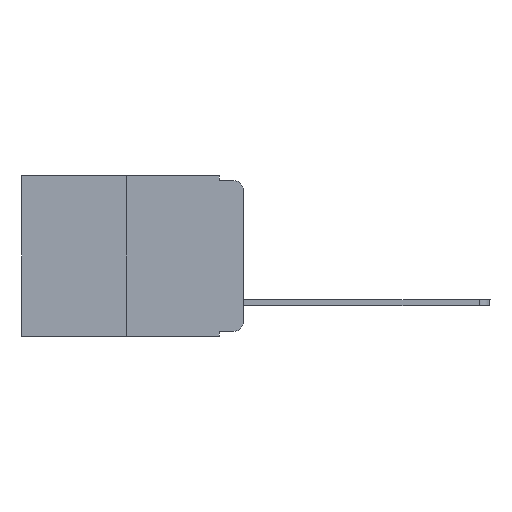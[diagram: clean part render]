
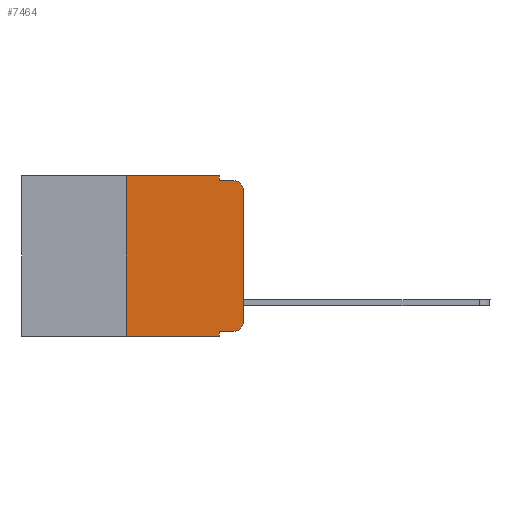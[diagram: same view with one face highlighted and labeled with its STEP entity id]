
A CAD part, left-side view. The second image highlights one B-rep face of the part: STEP entity #7464.
In plain terms, the highlighted planar face has unit normal (-1, 0, 0).
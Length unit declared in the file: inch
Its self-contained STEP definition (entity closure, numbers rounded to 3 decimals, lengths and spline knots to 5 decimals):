
#17 = CARTESIAN_POINT ( 'NONE',  ( 0., 0.051, -0.333 ) ) ;
#99 = LINE ( 'NONE', #17, #2042 ) ;
#271 = ORIENTED_EDGE ( 'NONE', *, *, #10395, .F. ) ;
#1104 = DIRECTION ( 'NONE',  ( 0., -1., 0. ) ) ;
#1168 = EDGE_CURVE ( 'NONE', #15272, #12677, #99, .T. ) ;
#1561 = VECTOR ( 'NONE', #3694, 39.37008 ) ;
#1767 = CARTESIAN_POINT ( 'NONE',  ( 0., 0.051, 0. ) ) ;
#1796 = VECTOR ( 'NONE', #8633, 39.37008 ) ;
#1889 = ORIENTED_EDGE ( 'NONE', *, *, #17530, .F. ) ;
#2042 = VECTOR ( 'NONE', #1104, 39.37008 ) ;
#2098 = ORIENTED_EDGE ( 'NONE', *, *, #12729, .T. ) ;
#2122 = ORIENTED_EDGE ( 'NONE', *, *, #5003, .F. ) ;
#2370 = CARTESIAN_POINT ( 'NONE',  ( 0., 0.051, -0.333 ) ) ;
#2496 = ORIENTED_EDGE ( 'NONE', *, *, #12077, .F. ) ;
#2578 = CARTESIAN_POINT ( 'NONE',  ( 0., 0.25, -0.343 ) ) ;
#3096 = DIRECTION ( 'NONE',  ( 0., 0., -1. ) ) ;
#3135 = DIRECTION ( 'NONE',  ( 0., 0., 1. ) ) ;
#3163 = VERTEX_POINT ( 'NONE', #2578 ) ;
#3343 = DIRECTION ( 'NONE',  ( 0., 0., 1. ) ) ;
#3409 = CARTESIAN_POINT ( 'NONE',  ( 0., 0.02, -0.01 ) ) ;
#3694 = DIRECTION ( 'NONE',  ( 0., -1., 0. ) ) ;
#3737 = VERTEX_POINT ( 'NONE', #12566 ) ;
#3740 = FACE_OUTER_BOUND ( 'NONE', #5072, .T. ) ;
#3870 = LINE ( 'NONE', #5292, #1561 ) ;
#4395 = CIRCLE ( 'NONE', #12095, 0.02 ) ;
#4447 = VERTEX_POINT ( 'NONE', #16022 ) ;
#4465 = CARTESIAN_POINT ( 'NONE',  ( 0., 0.25, 0. ) ) ;
#4676 = LINE ( 'NONE', #15560, #16756 ) ;
#5003 = EDGE_CURVE ( 'NONE', #3163, #3737, #12824, .T. ) ;
#5072 = EDGE_LOOP ( 'NONE', ( #12175, #2098, #1889, #2496, #14509, #2122, #6007, #271, #10798, #5699 ) ) ;
#5088 = VERTEX_POINT ( 'NONE', #15179 ) ;
#5292 = CARTESIAN_POINT ( 'NONE',  ( 0., 0.473, 0. ) ) ;
#5699 = ORIENTED_EDGE ( 'NONE', *, *, #11967, .T. ) ;
#6005 = CARTESIAN_POINT ( 'NONE',  ( 0., 0.473, -0.343 ) ) ;
#6007 = ORIENTED_EDGE ( 'NONE', *, *, #10805, .T. ) ;
#6117 = EDGE_CURVE ( 'NONE', #8787, #15837, #4676, .T. ) ;
#6606 = CARTESIAN_POINT ( 'NONE',  ( 0., 0.051, -0.01 ) ) ;
#6845 = CARTESIAN_POINT ( 'NONE',  ( 0., 0.02, -0.313 ) ) ;
#7102 = LINE ( 'NONE', #1767, #16624 ) ;
#7118 = CARTESIAN_POINT ( 'NONE',  ( 0., 0.051, 0. ) ) ;
#7130 = VECTOR ( 'NONE', #3135, 39.37008 ) ;
#7464 = ADVANCED_FACE ( 'NONE', ( #3740 ), #13177, .F. ) ;
#8140 = CARTESIAN_POINT ( 'NONE',  ( 0., 0., -0.03 ) ) ;
#8252 = VERTEX_POINT ( 'NONE', #3409 ) ;
#8633 = DIRECTION ( 'NONE',  ( 0., 0., -1. ) ) ;
#8787 = VERTEX_POINT ( 'NONE', #14623 ) ;
#9175 = DIRECTION ( 'NONE',  ( 1., 0., 0. ) ) ;
#9855 = DIRECTION ( 'NONE',  ( -1., 0., 0. ) ) ;
#10395 = EDGE_CURVE ( 'NONE', #15272, #4447, #15406, .T. ) ;
#10430 = CARTESIAN_POINT ( 'NONE',  ( 0., 0.02, -0.03 ) ) ;
#10798 = ORIENTED_EDGE ( 'NONE', *, *, #1168, .T. ) ;
#10805 = EDGE_CURVE ( 'NONE', #3163, #4447, #15302, .T. ) ;
#11040 = VERTEX_POINT ( 'NONE', #13400 ) ;
#11211 = DIRECTION ( 'NONE',  ( 0., 0., -1. ) ) ;
#11470 = DIRECTION ( 'NONE',  ( 0., -1., 0. ) ) ;
#11765 = DIRECTION ( 'NONE',  ( 0., 0., -1. ) ) ;
#11782 = CARTESIAN_POINT ( 'NONE',  ( 0., 0.02, -0.333 ) ) ;
#11967 = EDGE_CURVE ( 'NONE', #12677, #8787, #15779, .T. ) ;
#12045 = DIRECTION ( 'NONE',  ( 0., -1., 0. ) ) ;
#12077 = EDGE_CURVE ( 'NONE', #11040, #5088, #7102, .T. ) ;
#12095 = AXIS2_PLACEMENT_3D ( 'NONE', #10430, #13194, #13015 ) ;
#12175 = ORIENTED_EDGE ( 'NONE', *, *, #6117, .T. ) ;
#12566 = CARTESIAN_POINT ( 'NONE',  ( 0., 0.25, 0. ) ) ;
#12677 = VERTEX_POINT ( 'NONE', #11782 ) ;
#12729 = EDGE_CURVE ( 'NONE', #15837, #8252, #4395, .T. ) ;
#12824 = LINE ( 'NONE', #4465, #7130 ) ;
#13015 = DIRECTION ( 'NONE',  ( 0., 0., -1. ) ) ;
#13042 = VECTOR ( 'NONE', #12045, 39.37008 ) ;
#13177 = PLANE ( 'NONE',  #13367 ) ;
#13194 = DIRECTION ( 'NONE',  ( -1., 0., 0. ) ) ;
#13367 = AXIS2_PLACEMENT_3D ( 'NONE', #15690, #9175, #11765 ) ;
#13369 = LINE ( 'NONE', #6606, #13042 ) ;
#13400 = CARTESIAN_POINT ( 'NONE',  ( 0., 0.051, 0. ) ) ;
#13979 = EDGE_CURVE ( 'NONE', #3737, #11040, #3870, .T. ) ;
#14509 = ORIENTED_EDGE ( 'NONE', *, *, #13979, .F. ) ;
#14623 = CARTESIAN_POINT ( 'NONE',  ( 0., 0., -0.313 ) ) ;
#15179 = CARTESIAN_POINT ( 'NONE',  ( 0., 0.051, -0.01 ) ) ;
#15272 = VERTEX_POINT ( 'NONE', #2370 ) ;
#15302 = LINE ( 'NONE', #6005, #16589 ) ;
#15406 = LINE ( 'NONE', #7118, #1796 ) ;
#15560 = CARTESIAN_POINT ( 'NONE',  ( 0., 0., 0. ) ) ;
#15690 = CARTESIAN_POINT ( 'NONE',  ( 0., 0.473, 0. ) ) ;
#15779 = CIRCLE ( 'NONE', #16353, 0.02 ) ;
#15837 = VERTEX_POINT ( 'NONE', #8140 ) ;
#16022 = CARTESIAN_POINT ( 'NONE',  ( 0., 0.051, -0.343 ) ) ;
#16353 = AXIS2_PLACEMENT_3D ( 'NONE', #6845, #9855, #3096 ) ;
#16589 = VECTOR ( 'NONE', #11470, 39.37008 ) ;
#16624 = VECTOR ( 'NONE', #11211, 39.37008 ) ;
#16756 = VECTOR ( 'NONE', #3343, 39.37008 ) ;
#17530 = EDGE_CURVE ( 'NONE', #5088, #8252, #13369, .T. ) ;
